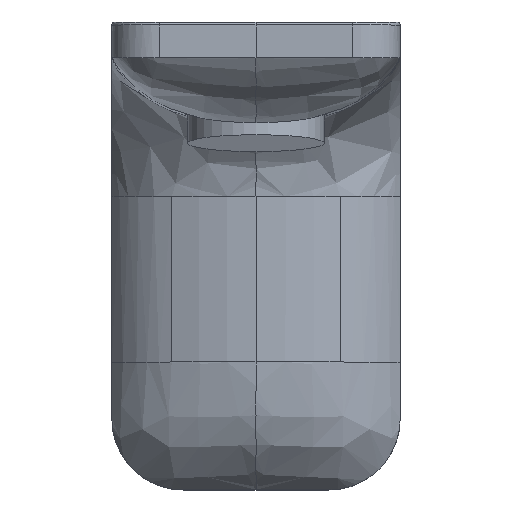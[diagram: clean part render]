
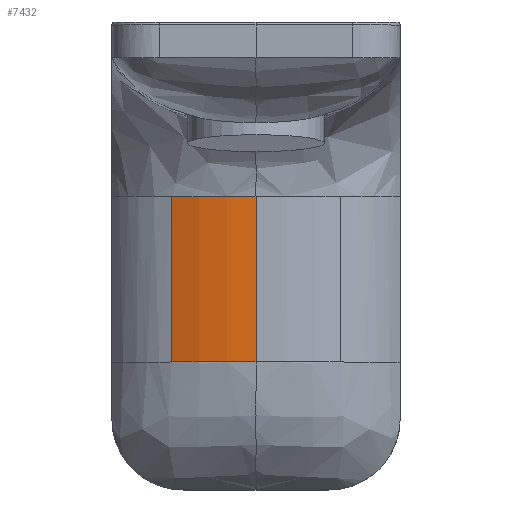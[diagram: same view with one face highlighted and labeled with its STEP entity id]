
A CAD part, top view. The second image highlights one B-rep face of the part: STEP entity #7432.
In plain terms, the highlighted cylindrical face has radius 40 mm (diameter 80 mm), a partial arc.
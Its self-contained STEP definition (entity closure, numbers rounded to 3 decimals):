
#72 = CARTESIAN_POINT ( 'NONE',  ( -2.416, 10., 20.2 ) ) ;
#81 = CARTESIAN_POINT ( 'NONE',  ( -11.923, -17.8, 18.458 ) ) ;
#99 = CARTESIAN_POINT ( 'NONE',  ( -11.923, 10., 18.458 ) ) ;
#393 = VERTEX_POINT ( 'NONE', #5812 ) ;
#446 = EDGE_CURVE ( 'NONE', #6285, #1364, #1135, .T. ) ;
#1135 = LINE ( 'NONE', #3776, #2815 ) ;
#1157 = ORIENTED_EDGE ( 'NONE', *, *, #6521, .T. ) ;
#1282 = AXIS2_PLACEMENT_3D ( 'NONE', #1539, #5317, #2154 ) ;
#1364 = VERTEX_POINT ( 'NONE', #4858 ) ;
#1539 = CARTESIAN_POINT ( 'NONE',  ( 0., -17.8, -19.8 ) ) ;
#1630 = ORIENTED_EDGE ( 'NONE', *, *, #2987, .T. ) ;
#1998 = DIRECTION ( 'NONE',  ( 0., 1., 0. ) ) ;
#2003 = CARTESIAN_POINT ( 'NONE',  ( -9.586, -17.8, 19.109 ) ) ;
#2077 = LINE ( 'NONE', #6994, #5237 ) ;
#2154 = DIRECTION ( 'NONE',  ( 0., 0., 1. ) ) ;
#2632 = CARTESIAN_POINT ( 'NONE',  ( -2.416, -17.8, 20.2 ) ) ;
#2762 = CYLINDRICAL_SURFACE ( 'NONE', #1282, 40. ) ;
#2780 = ORIENTED_EDGE ( 'NONE', *, *, #446, .F. ) ;
#2815 = VECTOR ( 'NONE', #4491, 1000. ) ;
#2831 = VERTEX_POINT ( 'NONE', #6379 ) ;
#2987 = EDGE_CURVE ( 'NONE', #393, #1364, #7210, .T. ) ;
#3776 = CARTESIAN_POINT ( 'NONE',  ( -14.182, -17.8, 17.601 ) ) ;
#3790 = CARTESIAN_POINT ( 'NONE',  ( -14.182, -17.8, 17.601 ) ) ;
#3891 = CARTESIAN_POINT ( 'NONE',  ( -9.586, 10., 19.109 ) ) ;
#4150 = EDGE_LOOP ( 'NONE', ( #1630, #2780, #5302, #1157 ) ) ;
#4491 = DIRECTION ( 'NONE',  ( 0., 1., 0. ) ) ;
#4522 = CARTESIAN_POINT ( 'NONE',  ( -14.182, 10., 17.601 ) ) ;
#4858 = CARTESIAN_POINT ( 'NONE',  ( -14.182, 10., 17.601 ) ) ;
#5146 = CARTESIAN_POINT ( 'NONE',  ( -14.182, -17.8, 17.601 ) ) ;
#5237 = VECTOR ( 'NONE', #1998, 1000. ) ;
#5302 = ORIENTED_EDGE ( 'NONE', *, *, #7168, .T. ) ;
#5317 = DIRECTION ( 'NONE',  ( 0., 1., 0. ) ) ;
#5768 = CARTESIAN_POINT ( 'NONE',  ( 0., 10., 20.2 ) ) ;
#5812 = CARTESIAN_POINT ( 'NONE',  ( 0., 10., 20.2 ) ) ;
#6285 = VERTEX_POINT ( 'NONE', #3790 ) ;
#6379 = CARTESIAN_POINT ( 'NONE',  ( 0., -17.8, 20.2 ) ) ;
#6415 = CARTESIAN_POINT ( 'NONE',  ( -4.833, -17.8, 19.98 ) ) ;
#6518 = FACE_OUTER_BOUND ( 'NONE', #4150, .T. ) ;
#6521 = EDGE_CURVE ( 'NONE', #2831, #393, #2077, .T. ) ;
#6994 = CARTESIAN_POINT ( 'NONE',  ( 0., -17.8, 20.2 ) ) ;
#7050 = CARTESIAN_POINT ( 'NONE',  ( 0., -17.8, 20.2 ) ) ;
#7168 = EDGE_CURVE ( 'NONE', #6285, #2831, #7182, .T. ) ;
#7182 = B_SPLINE_CURVE_WITH_KNOTS ( 'NONE', 3,
 ( #5146, #81, #2003, #6415, #2632, #7050 ),
 .UNSPECIFIED., .F., .F.,
 ( 4, 2, 4 ),
 ( 0., 0.5, 1. ),
 .UNSPECIFIED. ) ;
#7210 = B_SPLINE_CURVE_WITH_KNOTS ( 'NONE', 3,
 ( #5768, #72, #7675, #3891, #99, #4522 ),
 .UNSPECIFIED., .F., .F.,
 ( 4, 2, 4 ),
 ( 0., 0.5, 1. ),
 .UNSPECIFIED. ) ;
#7432 = ADVANCED_FACE ( 'NONE', ( #6518 ), #2762, .T. ) ;
#7675 = CARTESIAN_POINT ( 'NONE',  ( -4.833, 10., 19.98 ) ) ;
